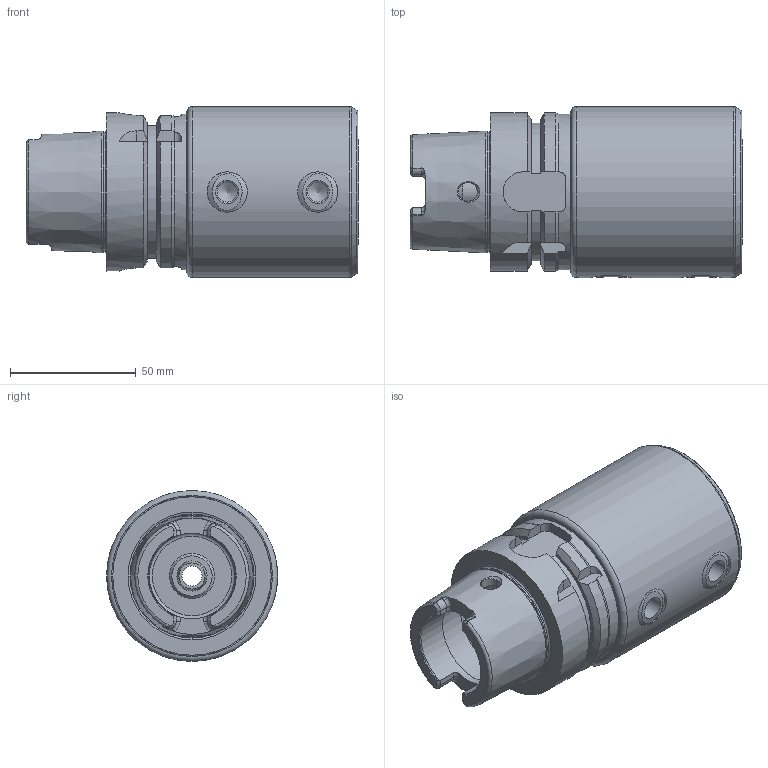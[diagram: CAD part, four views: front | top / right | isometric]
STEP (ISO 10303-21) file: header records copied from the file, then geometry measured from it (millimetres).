
FILE_DESCRIPTION((''),'2;1');
FILE_NAME('591075140100-3D.stp','2019-12-11T08:29:31',('nttooll'),(''),'Autodesk Inventor 2012','Autodesk Inventor 2012','');
FILE_SCHEMA(('AUTOMOTIVE_DESIGN { 1 0 10303 214 1 1 1 1 }'));
Length unit declared in the file: millimetre
Products named in the file (1): 591075140100-3D
Bounding box: 132 x 68 x 68 mm (x, y, z)
Volume: 256150.5 mm3; surface area: 50720.3 mm2
Topology: 1 solids, 1 shells, 164 faces, 417 edges, 264 vertices
Faces by surface type: cylinder 53, plane 53, cone 38, torus 20
Full cylindrical faces by diameter (mm): 7.5 x2, 8 x3, 9.238 x2, 11.3 x1, 12 x3, 16 x4, 18 x1, 34 x1, 34.5 x1, 40 x2, 40.4 x1, 48 x1, 62 x1, 63 x1, 68 x1
Entity records: 5174 total; most frequent: CARTESIAN_POINT 1588, DIRECTION 732, ORIENTED_EDGE 690, EDGE_CURVE 345, AXIS2_PLACEMENT_3D 312, VERTEX_POINT 248, EDGE_LOOP 235, FACE_OUTER_BOUND 164
